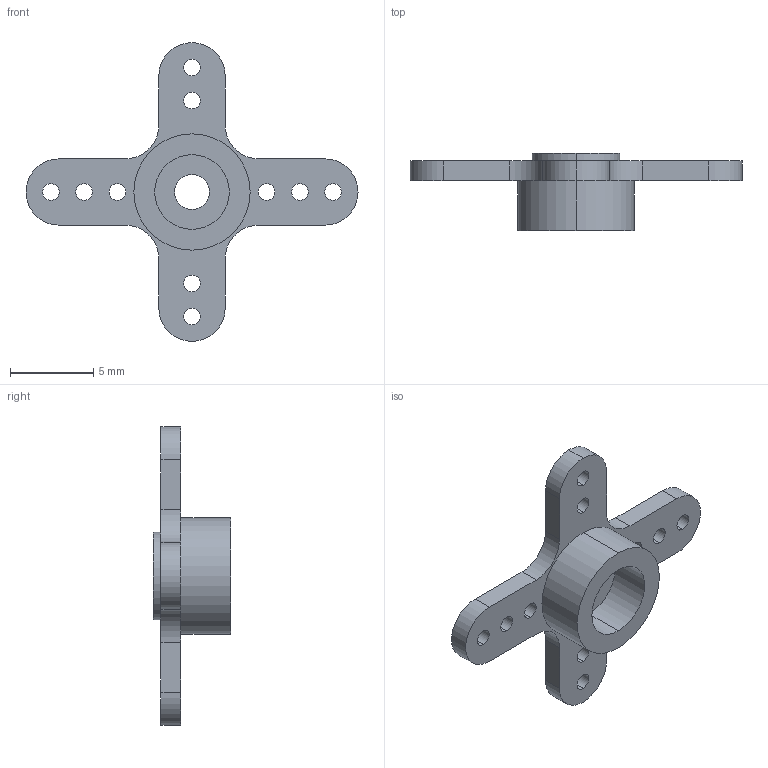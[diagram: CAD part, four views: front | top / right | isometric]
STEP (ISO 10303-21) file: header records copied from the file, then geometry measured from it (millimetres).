
FILE_DESCRIPTION (( 'STEP AP203' ), '1' );
FILE_NAME ('Savox Servo Horn-Small-4 unequal arms.STEP', '2012-11-16T15:44:58', ( '' ), ( '' ), 'SwSTEP 2.0', 'SolidWorks 2010', '' );
FILE_SCHEMA (( 'CONFIG_CONTROL_DESIGN' ));
Length unit declared in the file: millimetre
Products named in the file (1): Savox Servo Horn-Small-4 unequal arms
Bounding box: 20 x 4.65 x 18 mm (x, y, z)
Volume: 211.2 mm3; surface area: 492.4 mm2
Topology: 1 solids, 1 shells, 53 faces, 141 edges, 94 vertices
Faces by surface type: cylinder 39, plane 14
Entity records: 1814 total; most frequent: DIRECTION 327, CARTESIAN_POINT 289, ORIENTED_EDGE 282, EDGE_CURVE 141, AXIS2_PLACEMENT_3D 132, VERTEX_POINT 94, EDGE_LOOP 79, CIRCLE 78
